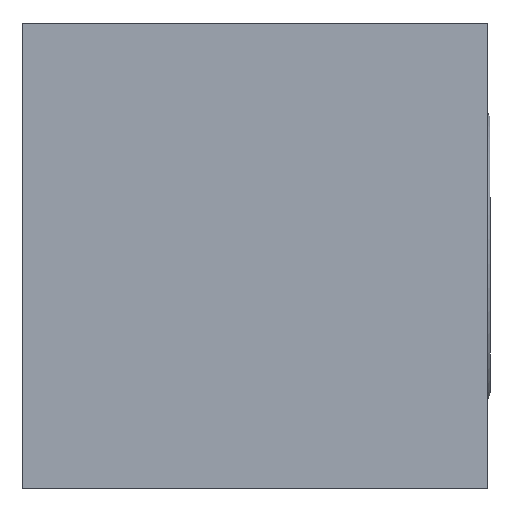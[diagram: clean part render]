
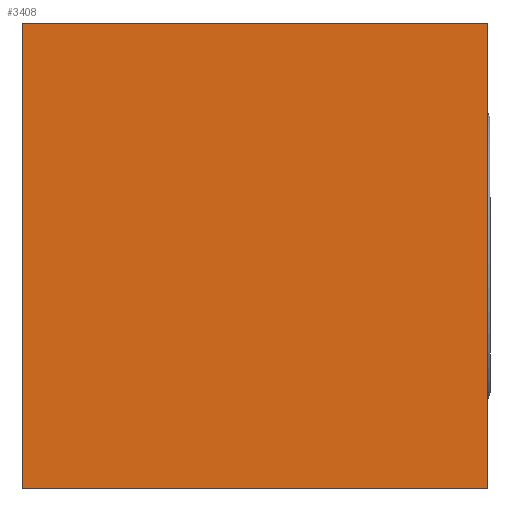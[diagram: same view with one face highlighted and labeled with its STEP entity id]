
A CAD part, front view. The second image highlights one B-rep face of the part: STEP entity #3408.
In plain terms, the highlighted planar face has unit normal (0, -1, 0).
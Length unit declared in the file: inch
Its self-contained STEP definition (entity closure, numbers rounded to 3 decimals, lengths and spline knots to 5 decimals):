
#2951=CARTESIAN_POINT('',(0.0,-1.5,-2.0));
#2952=VERTEX_POINT('',#2951);
#2967=CARTESIAN_POINT('',(4.0,-1.5,-2.0));
#2968=VERTEX_POINT('',#2967);
#2975=CARTESIAN_POINT('',(0.0,-1.5,-2.0));
#2976=DIRECTION('',(1.0,0.0,0.0));
#2977=VECTOR('',#2976,4.0);
#2978=LINE('',#2975,#2977);
#2979=EDGE_CURVE('',#2952,#2968,#2978,.T.);
#3185=CARTESIAN_POINT('',(4.0,-1.5,2.0));
#3186=VERTEX_POINT('',#3185);
#3193=CARTESIAN_POINT('',(4.0,-1.5,2.0));
#3194=DIRECTION('',(0.0,0.0,-1.0));
#3195=VECTOR('',#3194,4.0);
#3196=LINE('',#3193,#3195);
#3197=EDGE_CURVE('',#3186,#2968,#3196,.T.);
#3385=CARTESIAN_POINT('',(4.0,-1.5,0.0));
#3386=DIRECTION('',(0.0,-1.0,0.0));
#3387=DIRECTION('',(0.0,0.0,-1.0));
#3388=AXIS2_PLACEMENT_3D('',#3385,#3386,#3387);
#3389=PLANE('',#3388);
#3390=CARTESIAN_POINT('',(0.0,-1.5,2.0));
#3391=VERTEX_POINT('',#3390);
#3392=CARTESIAN_POINT('',(4.0,-1.5,2.0));
#3393=DIRECTION('',(-1.0,0.0,0.0));
#3394=VECTOR('',#3393,4.0);
#3395=LINE('',#3392,#3394);
#3396=EDGE_CURVE('',#3186,#3391,#3395,.T.);
#3397=ORIENTED_EDGE('',*,*,#3396,.T.);
#3398=CARTESIAN_POINT('',(0.0,-1.5,2.0));
#3399=DIRECTION('',(0.0,0.0,-1.0));
#3400=VECTOR('',#3399,4.0);
#3401=LINE('',#3398,#3400);
#3402=EDGE_CURVE('',#3391,#2952,#3401,.T.);
#3403=ORIENTED_EDGE('',*,*,#3402,.T.);
#3404=ORIENTED_EDGE('',*,*,#2979,.T.);
#3405=ORIENTED_EDGE('',*,*,#3197,.F.);
#3406=EDGE_LOOP('',(#3397,#3403,#3404,#3405));
#3407=FACE_OUTER_BOUND('',#3406,.T.);
#3408=ADVANCED_FACE('',(#3407),#3389,.T.);
